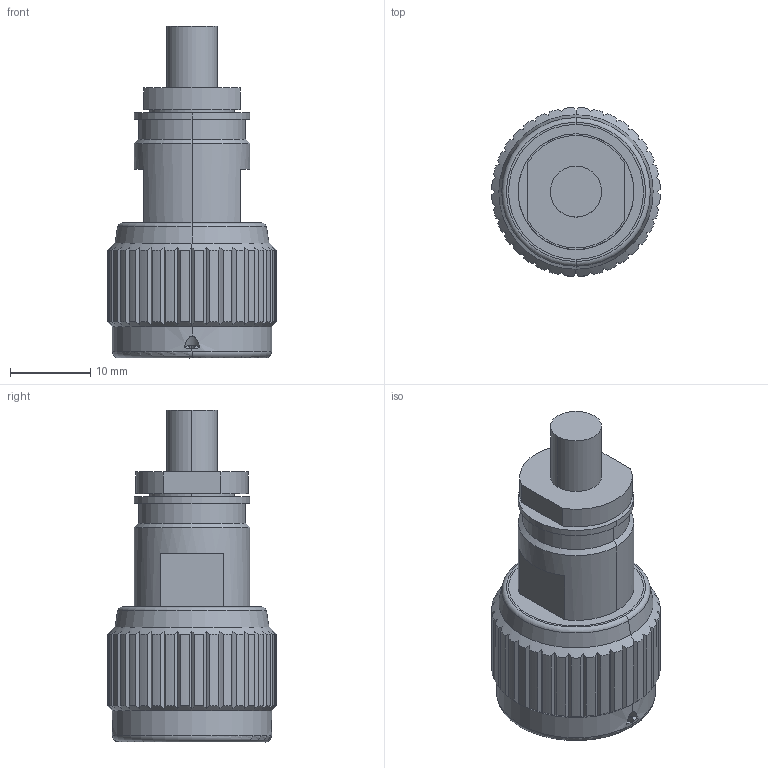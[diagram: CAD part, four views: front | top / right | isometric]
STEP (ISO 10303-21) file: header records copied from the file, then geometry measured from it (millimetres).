
FILE_DESCRIPTION (( 'STEP AP203' ), '1' );
FILE_NAME ('R161.092.200G.STEP', '2015-02-03T10:22:46', ( '' ), ( '' ), 'SwSTEP 2.0', 'SolidWorks 2014', '' );
FILE_SCHEMA (( 'CONFIG_CONTROL_DESIGN' ));
Length unit declared in the file: metre
Products named in the file (1): R161.092.200G
Bounding box: 20.99 x 20.99 x 41.3 mm (x, y, z)
Volume: 6226.6 mm3; surface area: 3965.4 mm2
Topology: 1 solids, 1 shells, 242 faces, 659 edges, 425 vertices
Faces by surface type: plane 108, cylinder 92, torus 24, cone 18
Entity records: 8035 total; most frequent: CARTESIAN_POINT 2059, ORIENTED_EDGE 1318, DIRECTION 1156, EDGE_CURVE 659, AXIS2_PLACEMENT_3D 458, VERTEX_POINT 425, EDGE_LOOP 252, FACE_OUTER_BOUND 242
